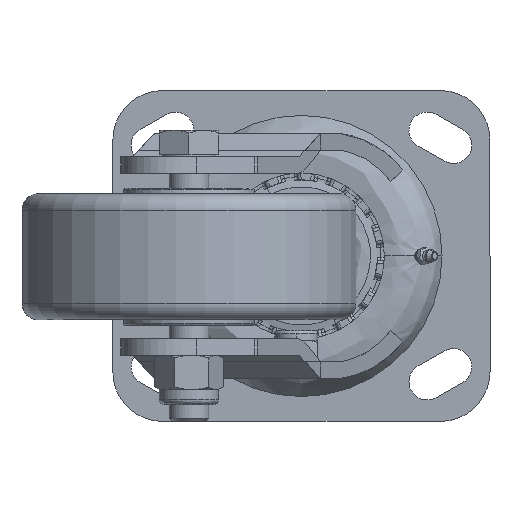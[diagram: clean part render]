
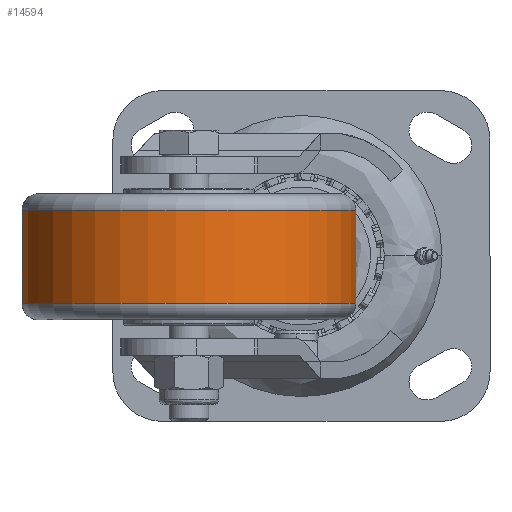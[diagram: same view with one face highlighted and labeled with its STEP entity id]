
A CAD part, front view. The second image highlights one B-rep face of the part: STEP entity #14594.
In plain terms, the highlighted cylindrical face has radius 50.6 mm (diameter 101.2 mm), a partial arc.
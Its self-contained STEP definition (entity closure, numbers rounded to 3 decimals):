
#29 = VERTEX_POINT ( 'NONE', #32349 ) ;
#75 = ORIENTED_EDGE ( 'NONE', *, *, #3740, .T. ) ;
#1250 = CARTESIAN_POINT ( 'NONE',  ( -84.352, -81.405, 13.798 ) ) ;
#2173 = CARTESIAN_POINT ( 'NONE',  ( -34., -76.4, -14.302 ) ) ;
#3740 = EDGE_CURVE ( 'NONE', #13292, #29758, #4088, .T. ) ;
#4088 = LINE ( 'NONE', #9735, #6236 ) ;
#5088 = DIRECTION ( 'NONE',  ( 0., 0., -1. ) ) ;
#6236 = VECTOR ( 'NONE', #7362, 1000. ) ;
#7362 = DIRECTION ( 'NONE',  ( 0., 0., -1. ) ) ;
#9503 = LINE ( 'NONE', #21450, #27032 ) ;
#9735 = CARTESIAN_POINT ( 'NONE',  ( -84.352, -81.405, -0.252 ) ) ;
#10026 = EDGE_CURVE ( 'NONE', #29, #13292, #20623, .T. ) ;
#13292 = VERTEX_POINT ( 'NONE', #1250 ) ;
#13473 = AXIS2_PLACEMENT_3D ( 'NONE', #21449, #15966, #18731 ) ;
#14084 = DIRECTION ( 'NONE',  ( 0., 0., -1. ) ) ;
#14594 = ADVANCED_FACE ( 'NONE', ( #19166 ), #23439, .T. ) ;
#15966 = DIRECTION ( 'NONE',  ( 0., 0., -1. ) ) ;
#16579 = CARTESIAN_POINT ( 'NONE',  ( -84.352, -81.405, -14.302 ) ) ;
#17324 = CARTESIAN_POINT ( 'NONE',  ( -34., -76.4, -0.252 ) ) ;
#18731 = DIRECTION ( 'NONE',  ( -0.995, -0.099, 0. ) ) ;
#19166 = FACE_OUTER_BOUND ( 'NONE', #29780, .T. ) ;
#19295 = VERTEX_POINT ( 'NONE', #34720 ) ;
#20194 = ORIENTED_EDGE ( 'NONE', *, *, #27551, .F. ) ;
#20426 = DIRECTION ( 'NONE',  ( -0.995, -0.099, 0. ) ) ;
#20623 = CIRCLE ( 'NONE', #13473, 50.6 ) ;
#21449 = CARTESIAN_POINT ( 'NONE',  ( -34., -76.4, 13.798 ) ) ;
#21450 = CARTESIAN_POINT ( 'NONE',  ( 16.352, -71.395, -0.252 ) ) ;
#21898 = AXIS2_PLACEMENT_3D ( 'NONE', #2173, #35424, #24856 ) ;
#23439 = CYLINDRICAL_SURFACE ( 'NONE', #25062, 50.6 ) ;
#24856 = DIRECTION ( 'NONE',  ( -0.995, -0.099, 0. ) ) ;
#25062 = AXIS2_PLACEMENT_3D ( 'NONE', #17324, #14084, #20426 ) ;
#27032 = VECTOR ( 'NONE', #5088, 1000. ) ;
#27551 = EDGE_CURVE ( 'NONE', #19295, #29758, #33899, .T. ) ;
#27964 = ORIENTED_EDGE ( 'NONE', *, *, #10026, .T. ) ;
#28237 = EDGE_CURVE ( 'NONE', #29, #19295, #9503, .T. ) ;
#29758 = VERTEX_POINT ( 'NONE', #16579 ) ;
#29780 = EDGE_LOOP ( 'NONE', ( #31327, #27964, #75, #20194 ) ) ;
#31327 = ORIENTED_EDGE ( 'NONE', *, *, #28237, .F. ) ;
#32349 = CARTESIAN_POINT ( 'NONE',  ( 16.352, -71.395, 13.798 ) ) ;
#33899 = CIRCLE ( 'NONE', #21898, 50.6 ) ;
#34720 = CARTESIAN_POINT ( 'NONE',  ( 16.352, -71.395, -14.302 ) ) ;
#35424 = DIRECTION ( 'NONE',  ( 0., 0., -1. ) ) ;
